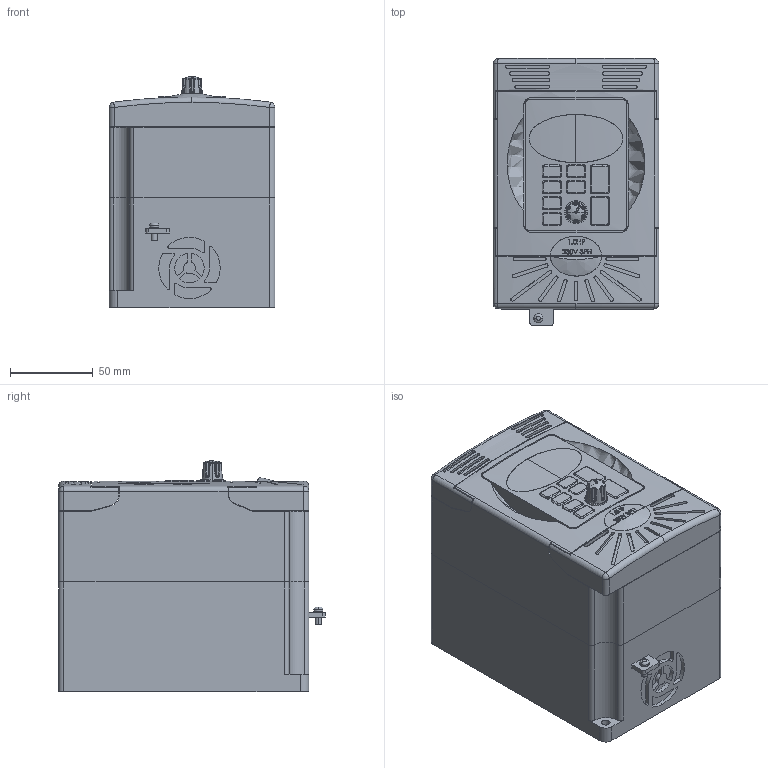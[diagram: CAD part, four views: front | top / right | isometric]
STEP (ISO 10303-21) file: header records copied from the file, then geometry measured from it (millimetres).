
FILE_DESCRIPTION (( 'STEP AP214' ), '1' );
FILE_NAME ('GS2-21P0.step', '2014-07-21T20:29:31', ( '' ), ( '' ), 'SwSTEP 2.0', 'SolidWorks 2013', '' );
FILE_SCHEMA (( 'AUTOMOTIVE_DESIGN' ));
Length unit declared in the file: inch
Products named in the file (1): GS2-21P0
Bounding box: 100.08 x 161.16 x 139.57 mm (x, y, z)
Volume: 1850887.5 mm3; surface area: 126919.4 mm2
Topology: 1 solids, 1 shells, 747 faces, 1944 edges, 1251 vertices
Faces by surface type: plane 324, cylinder 220, bspline 136, sphere 34, torus 29, cone 4
Entity records: 35914 total; most frequent: CARTESIAN_POINT 12993, ORIENTED_EDGE 3880, DIRECTION 3330, EDGE_CURVE 1940, VERTEX_POINT 1251, AXIS2_PLACEMENT_3D 1163, VECTOR 1004, LINE 1004
